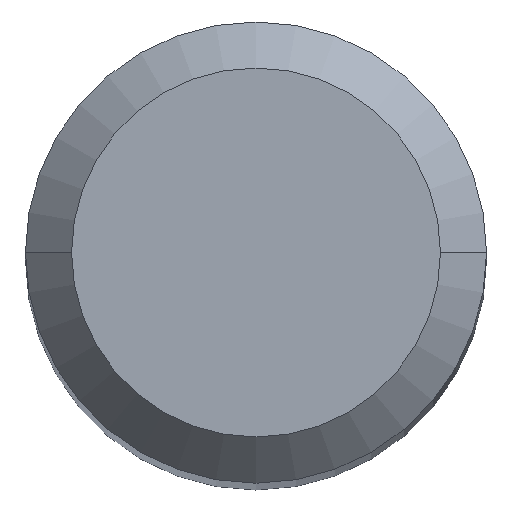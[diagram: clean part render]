
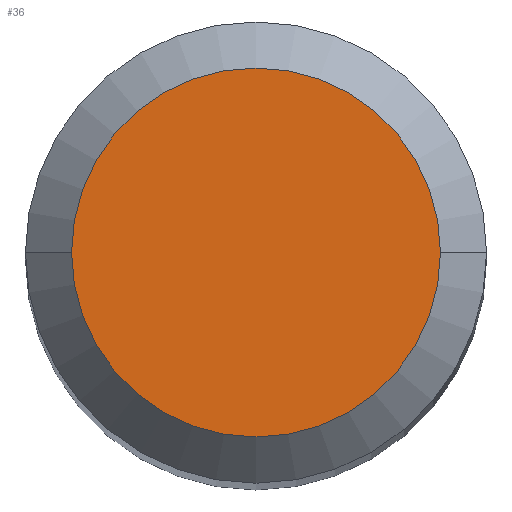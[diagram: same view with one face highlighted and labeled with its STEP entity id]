
A CAD part, top view. The second image highlights one B-rep face of the part: STEP entity #36.
In plain terms, the highlighted planar face has unit normal (0, 0, 1).
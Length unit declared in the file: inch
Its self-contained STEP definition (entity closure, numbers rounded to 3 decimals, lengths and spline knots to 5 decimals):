
#36 = ADVANCED_FACE ( 'NONE', ( #439 ), #272, .F. ) ;
#57 = ORIENTED_EDGE ( 'NONE', *, *, #187, .T. ) ;
#63 = VERTEX_POINT ( 'NONE', #164 ) ;
#79 = DIRECTION ( 'NONE',  ( -1., 0., 0. ) ) ;
#110 = CIRCLE ( 'NONE', #335, 0.09448 ) ;
#119 = EDGE_CURVE ( 'NONE', #511, #63, #110, .T. ) ;
#133 = DIRECTION ( 'NONE',  ( 0., 0., 1. ) ) ;
#138 = AXIS2_PLACEMENT_3D ( 'NONE', #432, #194, #79 ) ;
#164 = CARTESIAN_POINT ( 'NONE',  ( 0.09448, 0., 0. ) ) ;
#187 = EDGE_CURVE ( 'NONE', #63, #511, #225, .T. ) ;
#194 = DIRECTION ( 'NONE',  ( 0., 0., -1. ) ) ;
#213 = DIRECTION ( 'NONE',  ( 0., 0., 1. ) ) ;
#225 = CIRCLE ( 'NONE', #286, 0.09448 ) ;
#239 = ORIENTED_EDGE ( 'NONE', *, *, #119, .T. ) ;
#247 = DIRECTION ( 'NONE',  ( 1., 0., 0. ) ) ;
#272 = PLANE ( 'NONE',  #138 ) ;
#285 = CARTESIAN_POINT ( 'NONE',  ( 0., 0., 0. ) ) ;
#286 = AXIS2_PLACEMENT_3D ( 'NONE', #290, #133, #409 ) ;
#290 = CARTESIAN_POINT ( 'NONE',  ( 0., 0., 0. ) ) ;
#335 = AXIS2_PLACEMENT_3D ( 'NONE', #285, #213, #247 ) ;
#350 = CARTESIAN_POINT ( 'NONE',  ( -0.09448, 0., 0. ) ) ;
#409 = DIRECTION ( 'NONE',  ( 1., 0., 0. ) ) ;
#432 = CARTESIAN_POINT ( 'NONE',  ( 0., 0., 0. ) ) ;
#439 = FACE_OUTER_BOUND ( 'NONE', #482, .T. ) ;
#482 = EDGE_LOOP ( 'NONE', ( #239, #57 ) ) ;
#511 = VERTEX_POINT ( 'NONE', #350 ) ;
